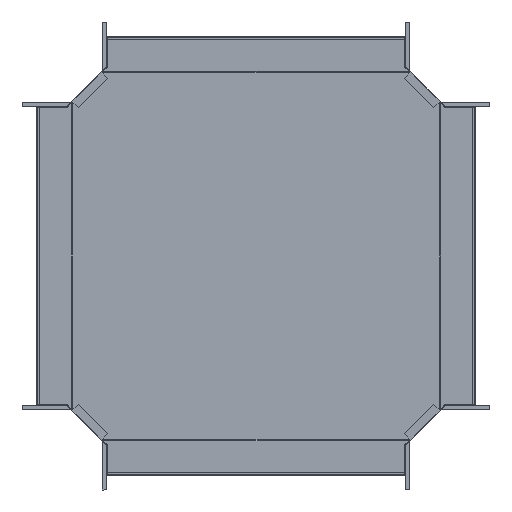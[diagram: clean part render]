
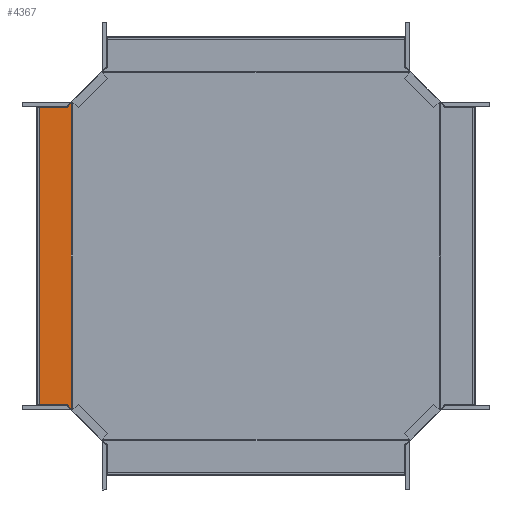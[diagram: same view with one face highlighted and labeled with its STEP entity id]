
A CAD part, front view. The second image highlights one B-rep face of the part: STEP entity #4367.
In plain terms, the highlighted planar face has unit normal (0, -1, 0).
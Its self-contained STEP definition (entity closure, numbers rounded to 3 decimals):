
#51 = PLANE ( 'NONE',  #4703 ) ;
#77 = CARTESIAN_POINT ( 'NONE',  ( -297.667, -2.25, 245.389 ) ) ;
#246 = CARTESIAN_POINT ( 'NONE',  ( -303.497, -2.25, 239.75 ) ) ;
#255 = CARTESIAN_POINT ( 'NONE',  ( -297.384, -2.25, 245.546 ) ) ;
#276 = EDGE_CURVE ( 'NONE', #4060, #2487, #5280, .T. ) ;
#299 = CARTESIAN_POINT ( 'NONE',  ( -298.212, -2.25, -245.035 ) ) ;
#310 = ORIENTED_EDGE ( 'NONE', *, *, #630, .T. ) ;
#611 = DIRECTION ( 'NONE',  ( 0., 0., 1. ) ) ;
#630 = EDGE_CURVE ( 'NONE', #2657, #4643, #5110, .T. ) ;
#746 = CARTESIAN_POINT ( 'NONE',  ( -298.125, -2.25, -245.092 ) ) ;
#795 = CARTESIAN_POINT ( 'NONE',  ( -303.497, -2.25, -239.75 ) ) ;
#807 = LINE ( 'NONE', #246, #2615 ) ;
#842 = LINE ( 'NONE', #4194, #4807 ) ;
#1045 = EDGE_LOOP ( 'NONE', ( #4278, #3772, #2006, #1077, #2512, #4227, #4118, #310 ) ) ;
#1074 = CARTESIAN_POINT ( 'NONE',  ( -298.212, -2.25, 245.035 ) ) ;
#1077 = ORIENTED_EDGE ( 'NONE', *, *, #2565, .F. ) ;
#1080 = LINE ( 'NONE', #2974, #3050 ) ;
#1145 = VECTOR ( 'NONE', #2442, 1000. ) ;
#1157 = CARTESIAN_POINT ( 'NONE',  ( -297.807, -2.25, -245.295 ) ) ;
#1186 = CARTESIAN_POINT ( 'NONE',  ( -297.808, -2.25, -245.294 ) ) ;
#1226 = CARTESIAN_POINT ( 'NONE',  ( -348.912, -2.25, -239.75 ) ) ;
#1348 = DIRECTION ( 'NONE',  ( 0.707, 0., -0.707 ) ) ;
#1357 = EDGE_CURVE ( 'NONE', #2657, #4060, #1080, .T. ) ;
#1594 = CARTESIAN_POINT ( 'NONE',  ( -298.212, -2.25, -245.035 ) ) ;
#1622 = CARTESIAN_POINT ( 'NONE',  ( -297.897, -2.25, -245.238 ) ) ;
#1657 = CARTESIAN_POINT ( 'NONE',  ( -297.511, -2.25, -245.476 ) ) ;
#1694 = VERTEX_POINT ( 'NONE', #2397 ) ;
#1931 = VECTOR ( 'NONE', #1348, 1000. ) ;
#1941 = VERTEX_POINT ( 'NONE', #3265 ) ;
#2006 = ORIENTED_EDGE ( 'NONE', *, *, #3827, .F. ) ;
#2050 = CARTESIAN_POINT ( 'NONE',  ( 0.076, -2.25, 0. ) ) ;
#2182 = EDGE_CURVE ( 'NONE', #3819, #1694, #5394, .T. ) ;
#2397 = CARTESIAN_POINT ( 'NONE',  ( -297.384, -2.25, -245.546 ) ) ;
#2442 = DIRECTION ( 'NONE',  ( 1., 0., 0. ) ) ;
#2487 = VERTEX_POINT ( 'NONE', #5208 ) ;
#2512 = ORIENTED_EDGE ( 'NONE', *, *, #3705, .F. ) ;
#2520 = CARTESIAN_POINT ( 'NONE',  ( -297.824, -2.25, -245.284 ) ) ;
#2565 = EDGE_CURVE ( 'NONE', #1941, #2674, #5169, .T. ) ;
#2615 = VECTOR ( 'NONE', #2694, 1000. ) ;
#2657 = VERTEX_POINT ( 'NONE', #1226 ) ;
#2674 = VERTEX_POINT ( 'NONE', #255 ) ;
#2678 = DIRECTION ( 'NONE',  ( 1., 0., 0. ) ) ;
#2682 = LINE ( 'NONE', #795, #1931 ) ;
#2694 = DIRECTION ( 'NONE',  ( 0.707, 0., 0.707 ) ) ;
#2877 = FACE_OUTER_BOUND ( 'NONE', #1045, .T. ) ;
#2901 = CARTESIAN_POINT ( 'NONE',  ( -297.939, -2.25, 245.213 ) ) ;
#2974 = CARTESIAN_POINT ( 'NONE',  ( -348.912, -2.25, -7.302 ) ) ;
#3050 = VECTOR ( 'NONE', #611, 1000. ) ;
#3265 = CARTESIAN_POINT ( 'NONE',  ( -298.212, -2.25, 245.035 ) ) ;
#3655 = CARTESIAN_POINT ( 'NONE',  ( -303.497, -2.25, -239.75 ) ) ;
#3705 = EDGE_CURVE ( 'NONE', #2487, #1941, #807, .T. ) ;
#3772 = ORIENTED_EDGE ( 'NONE', *, *, #2182, .T. ) ;
#3805 = CARTESIAN_POINT ( 'NONE',  ( -297.384, -2.25, 245.546 ) ) ;
#3819 = VERTEX_POINT ( 'NONE', #299 ) ;
#3827 = EDGE_CURVE ( 'NONE', #2674, #1694, #842, .T. ) ;
#3842 = CARTESIAN_POINT ( 'NONE',  ( -303.497, -2.25, 239.75 ) ) ;
#3876 = DIRECTION ( 'NONE',  ( 0., 0., -1. ) ) ;
#4060 = VERTEX_POINT ( 'NONE', #5258 ) ;
#4118 = ORIENTED_EDGE ( 'NONE', *, *, #1357, .F. ) ;
#4194 = CARTESIAN_POINT ( 'NONE',  ( -297.384, -2.25, 0. ) ) ;
#4227 = ORIENTED_EDGE ( 'NONE', *, *, #276, .F. ) ;
#4278 = ORIENTED_EDGE ( 'NONE', *, *, #4561, .T. ) ;
#4305 = VECTOR ( 'NONE', #2678, 1000. ) ;
#4316 = DIRECTION ( 'NONE',  ( 0., -1., 0. ) ) ;
#4367 = ADVANCED_FACE ( 'NONE', ( #2877 ), #51, .T. ) ;
#4506 = CARTESIAN_POINT ( 'NONE',  ( -297.384, -2.25, -245.546 ) ) ;
#4561 = EDGE_CURVE ( 'NONE', #4643, #3819, #2682, .T. ) ;
#4643 = VERTEX_POINT ( 'NONE', #3655 ) ;
#4703 = AXIS2_PLACEMENT_3D ( 'NONE', #2050, #4316, #3876 ) ;
#4807 = VECTOR ( 'NONE', #6120, 1000. ) ;
#4946 = CARTESIAN_POINT ( 'NONE',  ( -297.847, -2.25, -245.27 ) ) ;
#5110 = LINE ( 'NONE', #5614, #4305 ) ;
#5169 = B_SPLINE_CURVE_WITH_KNOTS ( 'NONE', 3,
 ( #1074, #2901, #77, #3805 ),
 .UNSPECIFIED., .F., .F.,
 ( 4, 4 ),
 ( 0., 1. ),
 .UNSPECIFIED. ) ;
#5208 = CARTESIAN_POINT ( 'NONE',  ( -303.497, -2.25, 239.75 ) ) ;
#5258 = CARTESIAN_POINT ( 'NONE',  ( -348.912, -2.25, 239.75 ) ) ;
#5280 = LINE ( 'NONE', #3842, #1145 ) ;
#5394 = B_SPLINE_CURVE_WITH_KNOTS ( 'NONE', 3,
 ( #1594, #746, #5942, #1622, #4946, #2520, #5423, #1186, #1157, #5449, #1657, #4506 ),
 .UNSPECIFIED., .F., .F.,
 ( 4, 1, 1, 1, 1, 2, 2, 4 ),
 ( 0., 0.25, 0.375, 0.437, 0.469, 0.484, 0.5, 1. ),
 .UNSPECIFIED. ) ;
#5423 = CARTESIAN_POINT ( 'NONE',  ( -297.815, -2.25, -245.29 ) ) ;
#5449 = CARTESIAN_POINT ( 'NONE',  ( -297.65, -2.25, -245.393 ) ) ;
#5614 = CARTESIAN_POINT ( 'NONE',  ( -303.497, -2.25, -239.75 ) ) ;
#5942 = CARTESIAN_POINT ( 'NONE',  ( -298.008, -2.25, -245.167 ) ) ;
#6120 = DIRECTION ( 'NONE',  ( 0., 0., -1. ) ) ;
